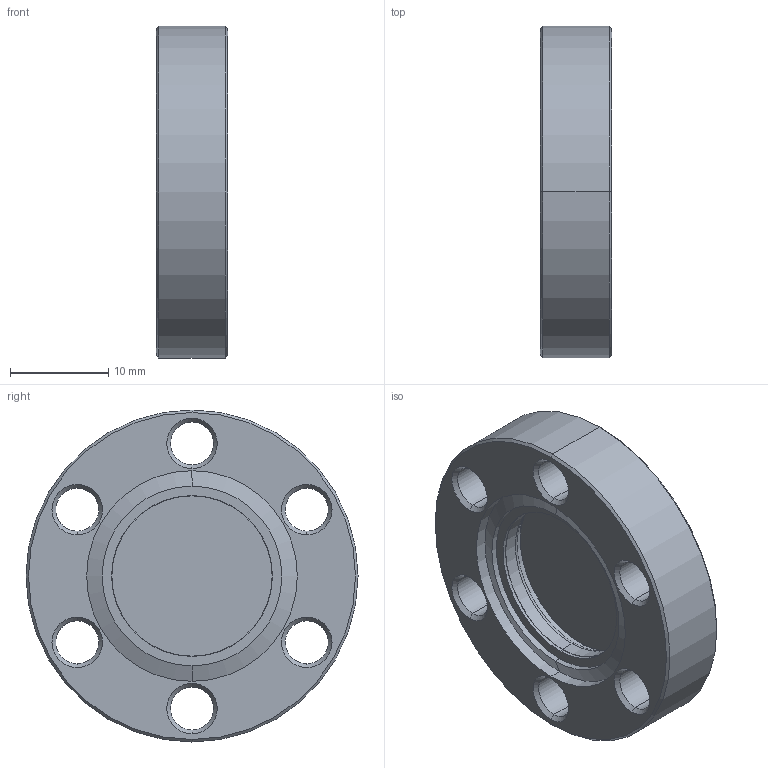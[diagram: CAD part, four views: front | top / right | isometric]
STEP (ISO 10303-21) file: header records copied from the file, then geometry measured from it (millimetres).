
FILE_DESCRIPTION (( 'STEP AP203' ), '1' );
FILE_NAME ('9722013.STEP', '2009-09-23T14:04:33', ( 'MIS' ), ( 'ISI INSULATORSEAL' ), 'SwSTEP 2.0', 'SolidWorks 2008', '' );
FILE_SCHEMA (( 'CONFIG_CONTROL_DESIGN' ));
Length unit declared in the file: inch
Products named in the file (5): 0194307B; 0784101L; 0784301N; 9722013; 1002201A
Assembly tree (4 placements, depth 3):
  9722013
    0784301N
      0784101L
      0194307B
    1002201A
Bounding box: 7.24 x 33.78 x 33.78 mm (x, y, z)
Volume: 4302.4 mm3; surface area: 4318.9 mm2
Topology: 3 solids, 3 shells, 90 faces, 190 edges, 112 vertices
Faces by surface type: cylinder 36, cone 34, plane 12, torus 8
Entity records: 2991 total; most frequent: DIRECTION 506, CARTESIAN_POINT 400, ORIENTED_EDGE 380, AXIS2_PLACEMENT_3D 218, EDGE_CURVE 190, CIRCLE 120, VERTEX_POINT 112, EDGE_LOOP 112
